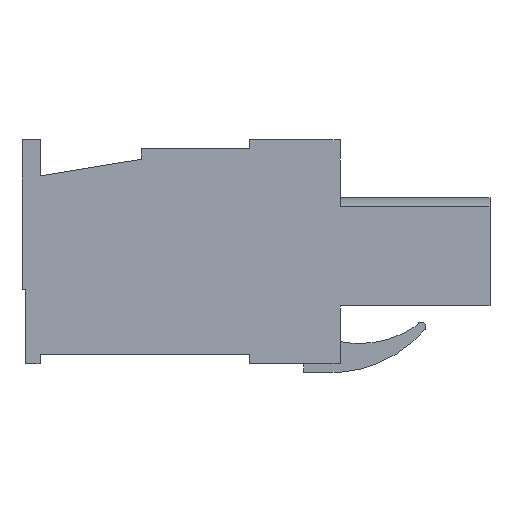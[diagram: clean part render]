
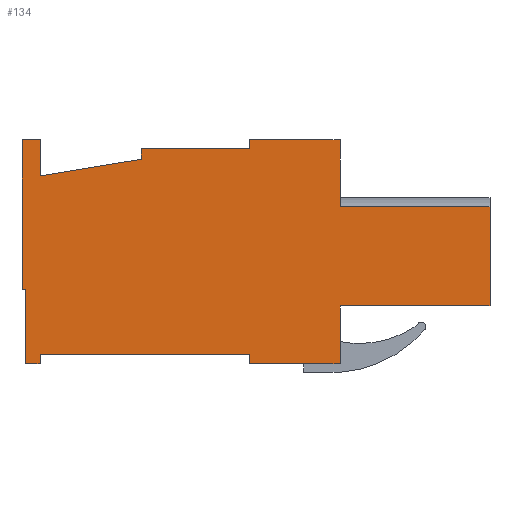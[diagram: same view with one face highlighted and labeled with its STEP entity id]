
A CAD part, left-side view. The second image highlights one B-rep face of the part: STEP entity #134.
In plain terms, the highlighted planar face has unit normal (-1, 0, 0).
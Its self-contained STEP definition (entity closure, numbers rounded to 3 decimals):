
#134=ADVANCED_FACE('',(#290),#291,.T.);
#290=FACE_OUTER_BOUND('',#486,.T.);
#291=PLANE('',#487);
#486=EDGE_LOOP('',(#1012,#1013,#1014,#1015,#1016,#1017,#1018,#1019,#1020,#1021,#1022,#1023,#1024,#1025,#1026,#1027,#1028,#1029,#1030,#1031));
#487=AXIS2_PLACEMENT_3D('',#1032,#1033,#1034);
#1012=ORIENTED_EDGE('',*,*,#1489,.F.);
#1013=ORIENTED_EDGE('',*,*,#1490,.F.);
#1014=ORIENTED_EDGE('',*,*,#1491,.F.);
#1015=ORIENTED_EDGE('',*,*,#1492,.F.);
#1016=ORIENTED_EDGE('',*,*,#1493,.F.);
#1017=ORIENTED_EDGE('',*,*,#1494,.F.);
#1018=ORIENTED_EDGE('',*,*,#1495,.F.);
#1019=ORIENTED_EDGE('',*,*,#1496,.F.);
#1020=ORIENTED_EDGE('',*,*,#1497,.F.);
#1021=ORIENTED_EDGE('',*,*,#1498,.F.);
#1022=ORIENTED_EDGE('',*,*,#1499,.F.);
#1023=ORIENTED_EDGE('',*,*,#1500,.F.);
#1024=ORIENTED_EDGE('',*,*,#1501,.F.);
#1025=ORIENTED_EDGE('',*,*,#1502,.F.);
#1026=ORIENTED_EDGE('',*,*,#1503,.F.);
#1027=ORIENTED_EDGE('',*,*,#1433,.F.);
#1028=ORIENTED_EDGE('',*,*,#1504,.F.);
#1029=ORIENTED_EDGE('',*,*,#1505,.F.);
#1030=ORIENTED_EDGE('',*,*,#1506,.F.);
#1031=ORIENTED_EDGE('',*,*,#1507,.F.);
#1032=CARTESIAN_POINT('',(0.0,12.95,5.0));
#1033=DIRECTION('',(-1.0,0.0,0.));
#1034=DIRECTION('',(0.,0.0,1.0));
#1433=EDGE_CURVE('',#1755,#1757,#1758,.T.);
#1489=EDGE_CURVE('',#1842,#1843,#1844,.T.);
#1490=EDGE_CURVE('',#1845,#1842,#1846,.T.);
#1491=EDGE_CURVE('',#1847,#1845,#1848,.T.);
#1492=EDGE_CURVE('',#1849,#1847,#1850,.T.);
#1493=EDGE_CURVE('',#1851,#1849,#1852,.T.);
#1494=EDGE_CURVE('',#1853,#1851,#1854,.T.);
#1495=EDGE_CURVE('',#1855,#1853,#1856,.T.);
#1496=EDGE_CURVE('',#1857,#1855,#1858,.T.);
#1497=EDGE_CURVE('',#1859,#1857,#1860,.T.);
#1498=EDGE_CURVE('',#1861,#1859,#1862,.T.);
#1499=EDGE_CURVE('',#1863,#1861,#1864,.T.);
#1500=EDGE_CURVE('',#1865,#1863,#1866,.T.);
#1501=EDGE_CURVE('',#1867,#1865,#1868,.T.);
#1502=EDGE_CURVE('',#1869,#1867,#1870,.T.);
#1503=EDGE_CURVE('',#1757,#1869,#1871,.T.);
#1504=EDGE_CURVE('',#1872,#1755,#1873,.T.);
#1505=EDGE_CURVE('',#1874,#1872,#1875,.T.);
#1506=EDGE_CURVE('',#1876,#1874,#1877,.T.);
#1507=EDGE_CURVE('',#1843,#1876,#1878,.T.);
#1755=VERTEX_POINT('',#2220);
#1757=VERTEX_POINT('',#2223);
#1758=LINE('',#2224,#2225);
#1842=VERTEX_POINT('',#2356);
#1843=VERTEX_POINT('',#2357);
#1844=LINE('',#2358,#2359);
#1845=VERTEX_POINT('',#2360);
#1846=LINE('',#2361,#2362);
#1847=VERTEX_POINT('',#2363);
#1848=LINE('',#2364,#2365);
#1849=VERTEX_POINT('',#2366);
#1850=LINE('',#2367,#2368);
#1851=VERTEX_POINT('',#2369);
#1852=LINE('',#2370,#2371);
#1853=VERTEX_POINT('',#2372);
#1854=LINE('',#2373,#2374);
#1855=VERTEX_POINT('',#2375);
#1856=LINE('',#2376,#2377);
#1857=VERTEX_POINT('',#2378);
#1858=LINE('',#2379,#2380);
#1859=VERTEX_POINT('',#2381);
#1860=LINE('',#2382,#2383);
#1861=VERTEX_POINT('',#2384);
#1862=LINE('',#2385,#2386);
#1863=VERTEX_POINT('',#2387);
#1864=LINE('',#2388,#2389);
#1865=VERTEX_POINT('',#2390);
#1866=LINE('',#2391,#2392);
#1867=VERTEX_POINT('',#2393);
#1868=LINE('',#2394,#2395);
#1869=VERTEX_POINT('',#2396);
#1870=LINE('',#2397,#2398);
#1871=LINE('',#2399,#2400);
#1872=VERTEX_POINT('',#2401);
#1873=LINE('',#2402,#2403);
#1874=VERTEX_POINT('',#2404);
#1875=LINE('',#2405,#2406);
#1876=VERTEX_POINT('',#2407);
#1877=LINE('',#2408,#2409);
#1878=LINE('',#2410,#2411);
#2220=CARTESIAN_POINT('',(0.0,8.3,-3.0));
#2223=CARTESIAN_POINT('',(0.0,8.3,-6.2));
#2224=CARTESIAN_POINT('',(0.0,8.3,2.5));
#2225=VECTOR('',#2755,1.0);
#2356=CARTESIAN_POINT('',(0.0,13.3,6.2));
#2357=CARTESIAN_POINT('',(0.0,8.3,6.2));
#2358=CARTESIAN_POINT('',(0.0,11.875,6.2));
#2359=VECTOR('',#2827,1.0);
#2360=CARTESIAN_POINT('',(0.0,13.3,5.7));
#2361=CARTESIAN_POINT('',(0.0,13.3,5.475));
#2362=VECTOR('',#2828,1.0);
#2363=CARTESIAN_POINT('',(0.0,19.3,5.7));
#2364=CARTESIAN_POINT('',(0.0,14.625,5.7));
#2365=VECTOR('',#2829,1.0);
#2366=CARTESIAN_POINT('',(0.0,19.3,5.124));
#2367=CARTESIAN_POINT('',(0.0,19.3,5.206));
#2368=VECTOR('',#2830,1.0);
#2369=CARTESIAN_POINT('',(0.0,24.9,4.2));
#2370=CARTESIAN_POINT('',(0.0,17.619,5.402));
#2371=VECTOR('',#2831,1.0);
#2372=CARTESIAN_POINT('',(0.0,24.9,6.2));
#2373=CARTESIAN_POINT('',(0.0,24.9,5.1));
#2374=VECTOR('',#2832,1.0);
#2375=CARTESIAN_POINT('',(0.0,25.9,6.2));
#2376=CARTESIAN_POINT('',(0.0,19.175,6.2));
#2377=VECTOR('',#2833,1.0);
#2378=CARTESIAN_POINT('',(0.0,25.9,-2.1));
#2379=CARTESIAN_POINT('',(0.0,25.9,3.525));
#2380=VECTOR('',#2834,1.0);
#2381=CARTESIAN_POINT('',(0.0,25.7,-2.1));
#2382=CARTESIAN_POINT('',(0.0,19.375,-2.1));
#2383=VECTOR('',#2835,1.0);
#2384=CARTESIAN_POINT('',(0.0,25.7,-6.2));
#2385=CARTESIAN_POINT('',(0.0,25.7,0.425));
#2386=VECTOR('',#2836,1.0);
#2387=CARTESIAN_POINT('',(0.0,24.9,-6.2));
#2388=CARTESIAN_POINT('',(0.0,19.125,-6.2));
#2389=VECTOR('',#2837,1.0);
#2390=CARTESIAN_POINT('',(0.0,24.9,-5.7));
#2391=CARTESIAN_POINT('',(0.0,24.9,-0.475));
#2392=VECTOR('',#2838,1.0);
#2393=CARTESIAN_POINT('',(0.0,13.3,-5.7));
#2394=CARTESIAN_POINT('',(0.0,16.025,-5.7));
#2395=VECTOR('',#2839,1.0);
#2396=CARTESIAN_POINT('',(0.0,13.3,-6.2));
#2397=CARTESIAN_POINT('',(0.0,13.3,-0.475));
#2398=VECTOR('',#2840,1.0);
#2399=CARTESIAN_POINT('',(0.0,11.875,-6.2));
#2400=VECTOR('',#2841,1.0);
#2401=CARTESIAN_POINT('',(0.0,0.,-3.0));
#2402=CARTESIAN_POINT('',(0.0,6.475,-3.0));
#2403=VECTOR('',#2842,1.0);
#2404=CARTESIAN_POINT('',(0.0,0.,2.5));
#2405=CARTESIAN_POINT('',(0.0,0.0,2.434));
#2406=VECTOR('',#2843,1.0);
#2407=CARTESIAN_POINT('',(0.0,8.3,2.5));
#2408=CARTESIAN_POINT('',(0.0,6.475,2.5));
#2409=VECTOR('',#2844,1.0);
#2410=CARTESIAN_POINT('',(0.0,8.3,2.5));
#2411=VECTOR('',#2845,1.0);
#2755=DIRECTION('',(0.,0.0,-1.0));
#2827=DIRECTION('',(0.0,-1.0,0.0));
#2828=DIRECTION('',(0.,0.0,1.0));
#2829=DIRECTION('',(0.0,-1.0,0.0));
#2830=DIRECTION('',(0.,0.,1.0));
#2831=DIRECTION('',(0.,-0.987,0.163));
#2832=DIRECTION('',(0.,0.0,-1.0));
#2833=DIRECTION('',(0.0,-1.0,0.0));
#2834=DIRECTION('',(0.,0.0,1.0));
#2835=DIRECTION('',(0.0,1.0,0.0));
#2836=DIRECTION('',(0.,0.0,1.0));
#2837=DIRECTION('',(0.0,1.0,0.0));
#2838=DIRECTION('',(0.,0.0,-1.0));
#2839=DIRECTION('',(0.,1.0,0.));
#2840=DIRECTION('',(0.,0.0,1.0));
#2841=DIRECTION('',(0.0,1.0,0.0));
#2842=DIRECTION('',(0.0,1.0,0.0));
#2843=DIRECTION('',(0.,0.,-1.0));
#2844=DIRECTION('',(0.0,-1.0,0.0));
#2845=DIRECTION('',(0.,0.0,-1.0));
